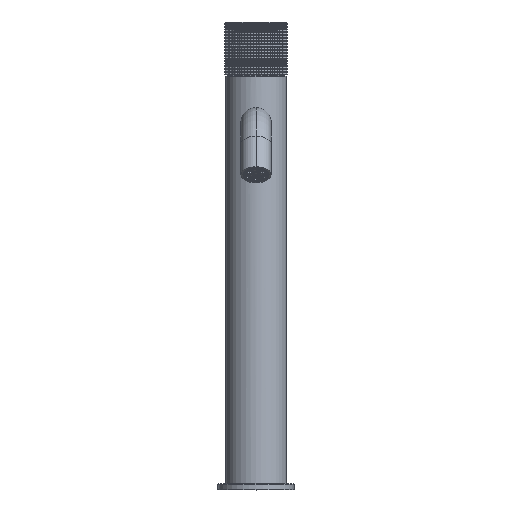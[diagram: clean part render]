
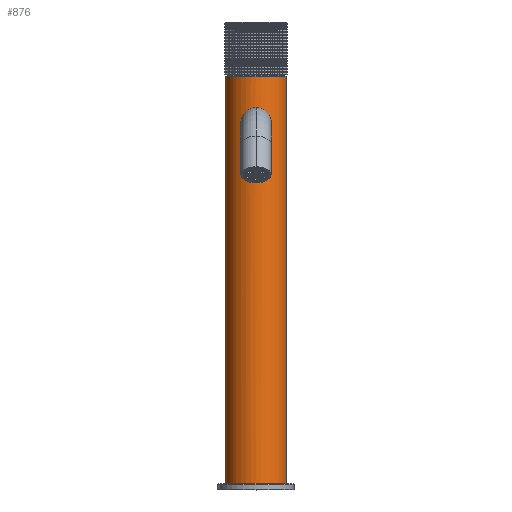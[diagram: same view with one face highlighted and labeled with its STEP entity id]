
A CAD part, top view. The second image highlights one B-rep face of the part: STEP entity #876.
In plain terms, the highlighted cylindrical face has radius 20.1 mm (diameter 40.2 mm), a partial arc.
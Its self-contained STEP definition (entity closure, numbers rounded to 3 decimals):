
#150=CARTESIAN_POINT('',(4.5,237.,19.59));
#151=CARTESIAN_POINT('',(4.5,237.434,19.59));
#152=CARTESIAN_POINT('',(4.38,238.267,19.618));
#153=CARTESIAN_POINT('',(3.845,239.458,19.733));
#154=CARTESIAN_POINT('',(2.986,240.45,19.885));
#155=CARTESIAN_POINT('',(1.885,241.154,20.023));
#156=CARTESIAN_POINT('',(0.645,241.515,20.103));
#157=CARTESIAN_POINT('',(-0.64,241.515,20.103));
#158=CARTESIAN_POINT('',(-1.882,241.156,20.024));
#159=CARTESIAN_POINT('',(-2.984,240.451,19.886));
#160=CARTESIAN_POINT('',(-3.844,239.459,19.733));
#161=CARTESIAN_POINT('',(-4.38,238.268,19.618));
#162=CARTESIAN_POINT('',(-4.5,237.434,19.59));
#163=CARTESIAN_POINT('',(-4.5,237.,19.59));
#165=CARTESIAN_POINT('',(-4.5,237.,19.59));
#166=CARTESIAN_POINT('',(-4.5,236.566,19.59));
#167=CARTESIAN_POINT('',(-4.38,235.733,19.618));
#168=CARTESIAN_POINT('',(-3.845,234.542,19.733));
#169=CARTESIAN_POINT('',(-2.986,233.55,19.885));
#170=CARTESIAN_POINT('',(-1.885,232.846,20.023));
#171=CARTESIAN_POINT('',(-0.645,232.485,20.103));
#172=CARTESIAN_POINT('',(0.64,232.485,20.103));
#173=CARTESIAN_POINT('',(1.882,232.844,20.024));
#174=CARTESIAN_POINT('',(2.985,233.549,19.886));
#175=CARTESIAN_POINT('',(3.844,234.541,19.733));
#176=CARTESIAN_POINT('',(4.38,235.732,19.618));
#177=CARTESIAN_POINT('',(4.5,236.566,19.59));
#178=CARTESIAN_POINT('',(4.5,237.,19.59));
#180=CARTESIAN_POINT('',(0.,267.8,0.));
#181=DIRECTION('',(0.,-1.,0.));
#182=DIRECTION('',(1.,0.,0.));
#183=AXIS2_PLACEMENT_3D('',#180,#181,#182);
#185=CARTESIAN_POINT('',(0.,0.2,0.));
#186=DIRECTION('',(0.,-1.,0.));
#187=DIRECTION('',(1.,0.,0.));
#188=AXIS2_PLACEMENT_3D('',#185,#186,#187);
#483=DIRECTION('',(0.,-1.,0.));
#484=VECTOR('',#483,267.6);
#485=CARTESIAN_POINT('',(-20.1,267.8,0.));
#486=LINE('',#485,#484);
#492=DIRECTION('',(0.,-1.,0.));
#493=VECTOR('',#492,267.6);
#494=CARTESIAN_POINT('',(20.1,267.8,0.));
#495=LINE('',#494,#493);
#610=VERTEX_POINT('',#150);
#611=VERTEX_POINT('',#163);
#616=CARTESIAN_POINT('',(-20.1,267.8,0.));
#617=CARTESIAN_POINT('',(20.1,267.8,0.));
#618=VERTEX_POINT('',#616);
#619=VERTEX_POINT('',#617);
#628=CARTESIAN_POINT('',(-20.1,0.2,0.));
#629=CARTESIAN_POINT('',(20.1,0.2,0.));
#630=VERTEX_POINT('',#628);
#631=VERTEX_POINT('',#629);
#856=CARTESIAN_POINT('',(0.,-13.4,0.));
#857=DIRECTION('',(0.,1.,0.));
#858=DIRECTION('',(1.,0.,0.));
#859=AXIS2_PLACEMENT_3D('',#856,#857,#858);
#860=CYLINDRICAL_SURFACE('',#859,20.1);
#862=ORIENTED_EDGE('',*,*,#861,.F.);
#864=ORIENTED_EDGE('',*,*,#863,.T.);
#866=ORIENTED_EDGE('',*,*,#865,.T.);
#868=ORIENTED_EDGE('',*,*,#867,.F.);
#869=EDGE_LOOP('',(#862,#864,#866,#868));
#870=FACE_OUTER_BOUND('',#869,.F.);
#871=ORIENTED_EDGE('',*,*,#842,.T.);
#873=ORIENTED_EDGE('',*,*,#872,.T.);
#874=EDGE_LOOP('',(#871,#873));
#875=FACE_BOUND('',#874,.F.);
#876=ADVANCED_FACE('',(#870,#875),#860,.T.);
#164=B_SPLINE_CURVE_WITH_KNOTS('',3,(#150,#151,#152,#153,#154,#155,#156,#157,
#158,#159,#160,#161,#162,#163),.UNSPECIFIED.,.F.,.F.,(4,1,1,1,1,1,1,1,1,1,1,4),(
0.,0.091,0.182,0.273,0.364,
0.455,0.545,0.636,0.727,
0.818,0.909,1.),.UNSPECIFIED.);
#179=B_SPLINE_CURVE_WITH_KNOTS('',3,(#165,#166,#167,#168,#169,#170,#171,#172,
#173,#174,#175,#176,#177,#178),.UNSPECIFIED.,.F.,.F.,(4,1,1,1,1,1,1,1,1,1,1,4),(
0.,0.091,0.182,0.273,0.364,
0.455,0.545,0.636,0.727,
0.818,0.909,1.),.UNSPECIFIED.);
#184=CIRCLE('',#183,20.1);
#189=CIRCLE('',#188,20.1);
#842=EDGE_CURVE('',#610,#611,#164,.T.);
#861=EDGE_CURVE('',#619,#618,#184,.T.);
#863=EDGE_CURVE('',#619,#631,#495,.T.);
#865=EDGE_CURVE('',#631,#630,#189,.T.);
#867=EDGE_CURVE('',#618,#630,#486,.T.);
#872=EDGE_CURVE('',#611,#610,#179,.T.);
